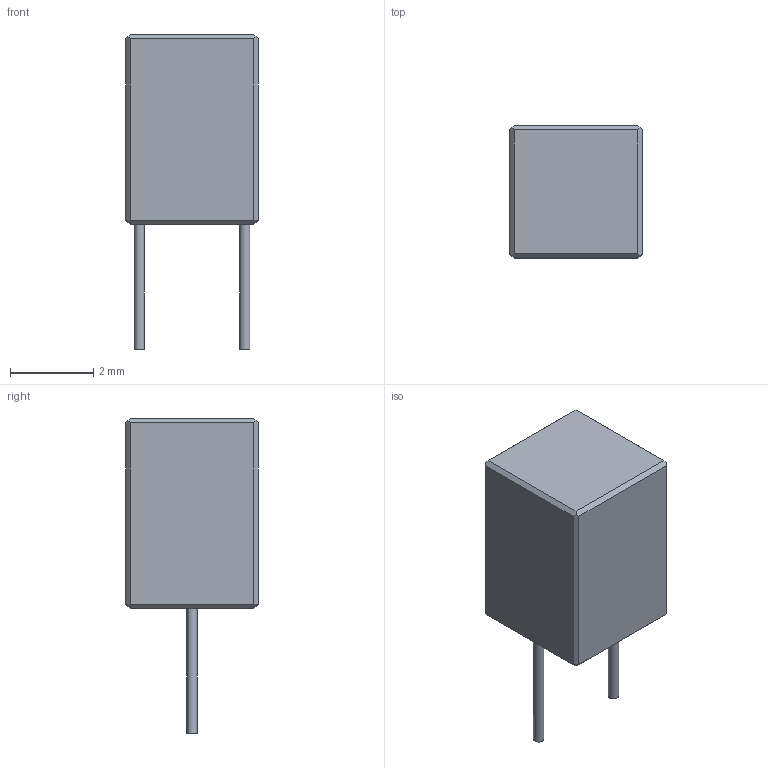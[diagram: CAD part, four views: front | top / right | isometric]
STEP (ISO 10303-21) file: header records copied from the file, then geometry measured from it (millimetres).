
FILE_DESCRIPTION(('for SolidWorks'),'2;1');
FILE_NAME('CAP-2.54_3.18x3.18.step', '2016-06-30T12:28:54',('Alex'),(''),'Open CASCADE STEP processor 6.6', 'DipTrace','Unknown');
FILE_SCHEMA(('AUTOMOTIVE_DESIGN { 1 0 10303 214 1 1 1 1 }'));
Length unit declared in the file: millimetre
Products named in the file (1): CAP-3.18_4.57x3.18
Bounding box: 3.18 x 3.18 x 7.57 mm (x, y, z)
Volume: 46.3 mm3; surface area: 80.5 mm2
Topology: 1 solids, 1 shells, 26 faces, 58 edges, 36 vertices
Faces by surface type: plane 24, cylinder 2
Full cylindrical faces by diameter (mm): 0.25 x2
Entity records: 897 total; most frequent: CARTESIAN_POINT 121, DIRECTION 116, ORIENTED_EDGE 116, EDGE_CURVE 58, LINE 54, VECTOR 54, VERTEX_POINT 36, AXIS2_PLACEMENT_3D 31
